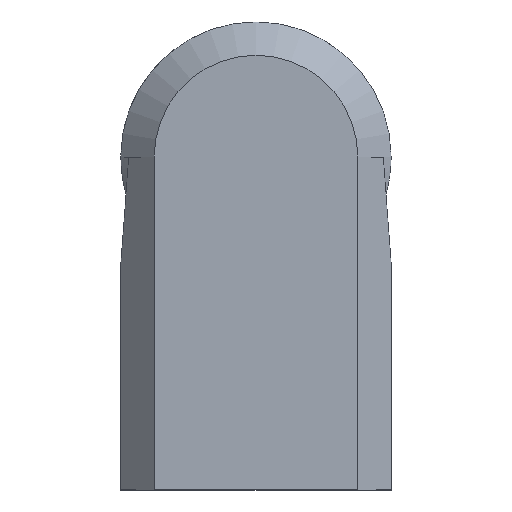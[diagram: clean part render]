
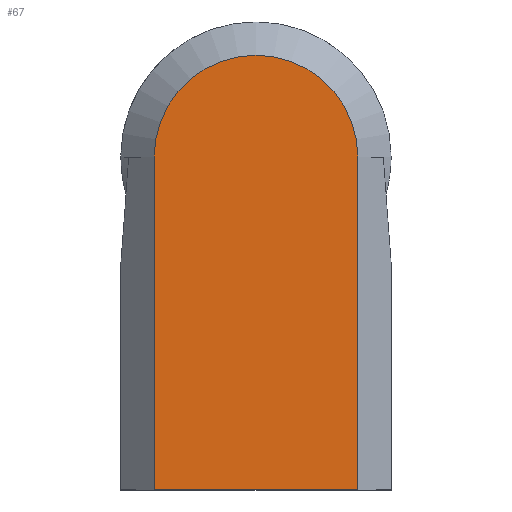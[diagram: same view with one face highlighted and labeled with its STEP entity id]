
A CAD part, top view. The second image highlights one B-rep face of the part: STEP entity #67.
In plain terms, the highlighted planar face has unit normal (0, 0, 1).
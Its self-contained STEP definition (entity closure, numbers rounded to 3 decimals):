
#27=CARTESIAN_POINT('',(-75.,62.5,-6.));
#28=DIRECTION('',(0.,0.,1.));
#29=DIRECTION('',(1.,0.,0.));
#30=AXIS2_PLACEMENT_3D('',#27,#28,#29);
#31=PLANE('',#30);
#32=CARTESIAN_POINT('',(-17.35,62.5,-6.));
#33=VERTEX_POINT('',#32);
#34=CARTESIAN_POINT('',(-17.35,37.5,-6.));
#35=VERTEX_POINT('',#34);
#36=CARTESIAN_POINT('',(-17.35,62.5,-6.));
#37=DIRECTION('',(0.,-1.,0.));
#38=VECTOR('',#37,25.);
#39=LINE('',#36,#38);
#40=EDGE_CURVE('',#33,#35,#39,.T.);
#41=ORIENTED_EDGE('',*,*,#40,.F.);
#42=CARTESIAN_POINT('',(-32.65,62.5,-6.));
#43=VERTEX_POINT('',#42);
#44=CARTESIAN_POINT('',(-25.,62.5,-6.));
#45=DIRECTION('',(0.,0.,1.));
#46=DIRECTION('',(1.,0.,-0.));
#47=AXIS2_PLACEMENT_3D('',#44,#45,#46);
#48=CIRCLE('',#47,7.65);
#49=EDGE_CURVE('',#33,#43,#48,.T.);
#50=ORIENTED_EDGE('',*,*,#49,.T.);
#51=CARTESIAN_POINT('',(-32.65,37.5,-6.));
#52=VERTEX_POINT('',#51);
#53=CARTESIAN_POINT('',(-32.65,62.5,-6.));
#54=DIRECTION('',(0.,-1.,0.));
#55=VECTOR('',#54,25.);
#56=LINE('',#53,#55);
#57=EDGE_CURVE('',#43,#52,#56,.T.);
#58=ORIENTED_EDGE('',*,*,#57,.T.);
#59=CARTESIAN_POINT('',(-32.65,37.5,-6.));
#60=DIRECTION('',(1.,0.,-0.));
#61=VECTOR('',#60,15.3);
#62=LINE('',#59,#61);
#63=EDGE_CURVE('',#52,#35,#62,.T.);
#64=ORIENTED_EDGE('',*,*,#63,.T.);
#65=EDGE_LOOP('',(#41,#50,#58,#64));
#66=FACE_BOUND('',#65,.T.);
#67=ADVANCED_FACE('',(#66),#31,.T.);
